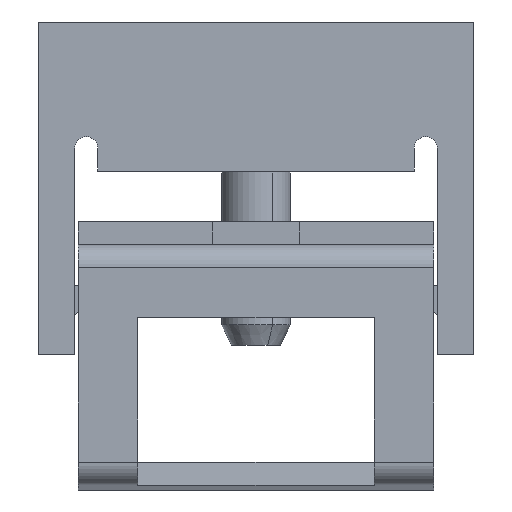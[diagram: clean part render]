
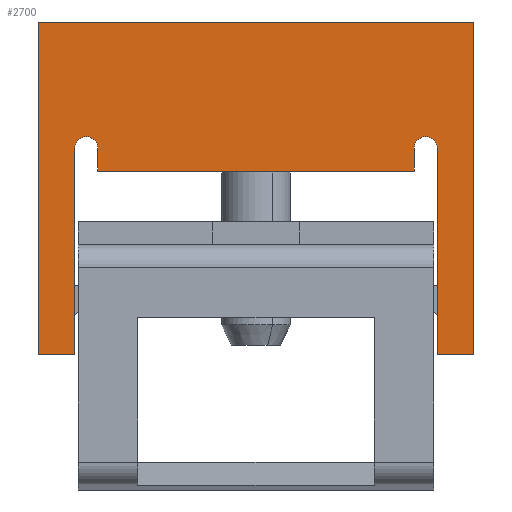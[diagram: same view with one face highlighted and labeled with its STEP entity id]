
A CAD part, left-side view. The second image highlights one B-rep face of the part: STEP entity #2700.
In plain terms, the highlighted planar face has unit normal (-1, 0, 0).
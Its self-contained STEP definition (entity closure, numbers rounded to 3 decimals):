
#1756=AXIS2_PLACEMENT_3D('Circle Axis2P3D',#1754,#1755,$) ;
#2126=AXIS2_PLACEMENT_3D('Circle Axis2P3D',#2124,#2125,$) ;
#2674=AXIS2_PLACEMENT_3D('Plane Axis2P3D',#2671,#2672,#2673) ;
#1472=CARTESIAN_POINT('Vertex',(0.,0.,20.4)) ;
#1477=CARTESIAN_POINT('Line Origine',(0.,0.,13.15)) ;
#1481=CARTESIAN_POINT('Vertex',(0.,0.,5.9)) ;
#1508=CARTESIAN_POINT('Line Origine',(0.,0.8,5.9)) ;
#1512=CARTESIAN_POINT('Vertex',(0.,1.6,5.9)) ;
#1689=CARTESIAN_POINT('Line Origine',(0.,1.6,10.4)) ;
#1693=CARTESIAN_POINT('Vertex',(0.,1.6,14.9)) ;
#1754=CARTESIAN_POINT('Axis2P3D Location',(0.,2.1,14.9)) ;
#1758=CARTESIAN_POINT('Vertex',(0.,2.6,14.9)) ;
#1785=CARTESIAN_POINT('Line Origine',(0.,2.6,14.4)) ;
#1789=CARTESIAN_POINT('Vertex',(0.,2.6,13.9)) ;
#2088=CARTESIAN_POINT('Vertex',(0.,16.4,13.9)) ;
#2093=CARTESIAN_POINT('Line Origine',(0.,16.4,14.4)) ;
#2097=CARTESIAN_POINT('Vertex',(0.,16.4,14.9)) ;
#2124=CARTESIAN_POINT('Axis2P3D Location',(0.,16.9,14.9)) ;
#2128=CARTESIAN_POINT('Vertex',(0.,17.4,14.9)) ;
#2155=CARTESIAN_POINT('Line Origine',(0.,17.4,10.4)) ;
#2159=CARTESIAN_POINT('Vertex',(0.,17.4,5.9)) ;
#2215=CARTESIAN_POINT('Line Origine',(0.,18.2,5.9)) ;
#2219=CARTESIAN_POINT('Vertex',(0.,19.,5.9)) ;
#2246=CARTESIAN_POINT('Line Origine',(0.,19.,13.15)) ;
#2250=CARTESIAN_POINT('Vertex',(0.,19.,20.4)) ;
#2671=CARTESIAN_POINT('Axis2P3D Location',(0.,9.5,13.9)) ;
#2676=CARTESIAN_POINT('Line Origine',(0.,9.5,13.9)) ;
#2681=CARTESIAN_POINT('Line Origine',(0.,9.5,20.4)) ;
#1478=DIRECTION('Vector Direction',(0.,0.,-1.)) ;
#1509=DIRECTION('Vector Direction',(0.,1.,0.)) ;
#1690=DIRECTION('Vector Direction',(0.,0.,-1.)) ;
#1755=DIRECTION('Axis2P3D Direction',(1.,0.,0.)) ;
#1786=DIRECTION('Vector Direction',(0.,0.,-1.)) ;
#2094=DIRECTION('Vector Direction',(0.,0.,1.)) ;
#2125=DIRECTION('Axis2P3D Direction',(1.,0.,0.)) ;
#2156=DIRECTION('Vector Direction',(0.,0.,1.)) ;
#2216=DIRECTION('Vector Direction',(0.,-1.,0.)) ;
#2247=DIRECTION('Vector Direction',(0.,0.,-1.)) ;
#2672=DIRECTION('Axis2P3D Direction',(1.,0.,0.)) ;
#2673=DIRECTION('Axis2P3D XDirection',(0.,1.,0.)) ;
#2677=DIRECTION('Vector Direction',(0.,-1.,0.)) ;
#2682=DIRECTION('Vector Direction',(0.,1.,0.)) ;
#1479=VECTOR('Line Direction',#1478,1.) ;
#1510=VECTOR('Line Direction',#1509,1.) ;
#1691=VECTOR('Line Direction',#1690,1.) ;
#1787=VECTOR('Line Direction',#1786,1.) ;
#2095=VECTOR('Line Direction',#2094,1.) ;
#2157=VECTOR('Line Direction',#2156,1.) ;
#2217=VECTOR('Line Direction',#2216,1.) ;
#2248=VECTOR('Line Direction',#2247,1.) ;
#2678=VECTOR('Line Direction',#2677,1.) ;
#2683=VECTOR('Line Direction',#2682,1.) ;
#2687=ORIENTED_EDGE('',*,*,#2252,.F.) ;
#2688=ORIENTED_EDGE('',*,*,#2221,.F.) ;
#2689=ORIENTED_EDGE('',*,*,#2161,.F.) ;
#2690=ORIENTED_EDGE('',*,*,#2130,.F.) ;
#2691=ORIENTED_EDGE('',*,*,#2099,.F.) ;
#2692=ORIENTED_EDGE('',*,*,#2680,.F.) ;
#2693=ORIENTED_EDGE('',*,*,#1791,.F.) ;
#2694=ORIENTED_EDGE('',*,*,#1760,.F.) ;
#2695=ORIENTED_EDGE('',*,*,#1695,.F.) ;
#2696=ORIENTED_EDGE('',*,*,#1514,.F.) ;
#2697=ORIENTED_EDGE('',*,*,#1483,.F.) ;
#2698=ORIENTED_EDGE('',*,*,#2685,.F.) ;
#2700=ADVANCED_FACE('V2',(#2699),#2675,.F.) ;
#1757=CIRCLE('generated circle',#1756,0.5) ;
#2127=CIRCLE('generated circle',#2126,0.5) ;
#1483=EDGE_CURVE('',#1473,#1482,#1480,.T.) ;
#1514=EDGE_CURVE('',#1482,#1513,#1511,.T.) ;
#1695=EDGE_CURVE('',#1513,#1694,#1692,.F.) ;
#1760=EDGE_CURVE('',#1694,#1759,#1757,.F.) ;
#1791=EDGE_CURVE('',#1759,#1790,#1788,.T.) ;
#2099=EDGE_CURVE('',#2089,#2098,#2096,.T.) ;
#2130=EDGE_CURVE('',#2098,#2129,#2127,.F.) ;
#2161=EDGE_CURVE('',#2129,#2160,#2158,.F.) ;
#2221=EDGE_CURVE('',#2160,#2220,#2218,.F.) ;
#2252=EDGE_CURVE('',#2220,#2251,#2249,.F.) ;
#2680=EDGE_CURVE('',#1790,#2089,#2679,.F.) ;
#2685=EDGE_CURVE('',#2251,#1473,#2684,.F.) ;
#2686=EDGE_LOOP('',(#2687,#2688,#2689,#2690,#2691,#2692,#2693,#2694,#2695,#2696,#2697,#2698)) ;
#2699=FACE_OUTER_BOUND('',#2686,.T.) ;
#1480=LINE('Line',#1477,#1479) ;
#1511=LINE('Line',#1508,#1510) ;
#1692=LINE('Line',#1689,#1691) ;
#1788=LINE('Line',#1785,#1787) ;
#2096=LINE('Line',#2093,#2095) ;
#2158=LINE('Line',#2155,#2157) ;
#2218=LINE('Line',#2215,#2217) ;
#2249=LINE('Line',#2246,#2248) ;
#2679=LINE('Line',#2676,#2678) ;
#2684=LINE('Line',#2681,#2683) ;
#2675=PLANE('',#2674) ;
#1473=VERTEX_POINT('',#1472) ;
#1482=VERTEX_POINT('',#1481) ;
#1513=VERTEX_POINT('',#1512) ;
#1694=VERTEX_POINT('',#1693) ;
#1759=VERTEX_POINT('',#1758) ;
#1790=VERTEX_POINT('',#1789) ;
#2089=VERTEX_POINT('',#2088) ;
#2098=VERTEX_POINT('',#2097) ;
#2129=VERTEX_POINT('',#2128) ;
#2160=VERTEX_POINT('',#2159) ;
#2220=VERTEX_POINT('',#2219) ;
#2251=VERTEX_POINT('',#2250) ;
